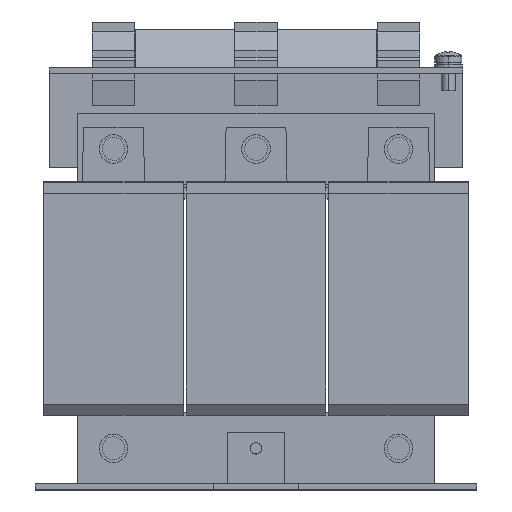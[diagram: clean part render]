
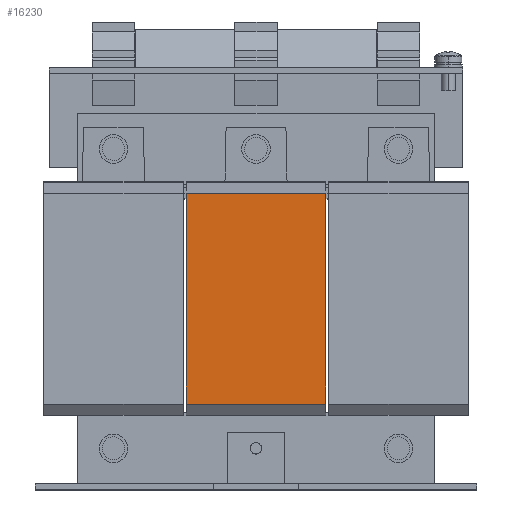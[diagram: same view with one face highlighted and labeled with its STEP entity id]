
A CAD part, top view. The second image highlights one B-rep face of the part: STEP entity #16230.
In plain terms, the highlighted planar face has unit normal (0, 0, 1).
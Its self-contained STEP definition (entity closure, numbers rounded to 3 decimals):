
#222 = LINE ( 'NONE', #6517, #7893 ) ;
#720 = EDGE_CURVE ( 'NONE', #14403, #16612, #15545, .T. ) ;
#1278 = CARTESIAN_POINT ( 'NONE',  ( -24.5, -37., 29. ) ) ;
#1286 = CARTESIAN_POINT ( 'NONE',  ( 24.5, -37., 29. ) ) ;
#1394 = EDGE_CURVE ( 'NONE', #18521, #14810, #222, .T. ) ;
#1664 = DIRECTION ( 'NONE',  ( -1., 0., 0. ) ) ;
#2181 = CARTESIAN_POINT ( 'NONE',  ( 24.5, -37., 29. ) ) ;
#2435 = DIRECTION ( 'NONE',  ( 0., -1., 0. ) ) ;
#3991 = DIRECTION ( 'NONE',  ( 0., 0., -1. ) ) ;
#5828 = DIRECTION ( 'NONE',  ( -1., 0., 0. ) ) ;
#5869 = VECTOR ( 'NONE', #16771, 1000. ) ;
#5932 = VECTOR ( 'NONE', #2435, 1000. ) ;
#6517 = CARTESIAN_POINT ( 'NONE',  ( 24.5, -37., 29. ) ) ;
#7591 = VECTOR ( 'NONE', #1664, 1000. ) ;
#7893 = VECTOR ( 'NONE', #13801, 1000. ) ;
#9559 = FACE_OUTER_BOUND ( 'NONE', #9820, .T. ) ;
#9701 = CARTESIAN_POINT ( 'NONE',  ( 24.5, -37., 29. ) ) ;
#9820 = EDGE_LOOP ( 'NONE', ( #14428, #19540, #12694, #9993 ) ) ;
#9993 = ORIENTED_EDGE ( 'NONE', *, *, #22095, .T. ) ;
#12399 = LINE ( 'NONE', #19750, #7591 ) ;
#12694 = ORIENTED_EDGE ( 'NONE', *, *, #1394, .F. ) ;
#13801 = DIRECTION ( 'NONE',  ( 0., -1., 0. ) ) ;
#14403 = VERTEX_POINT ( 'NONE', #17182 ) ;
#14428 = ORIENTED_EDGE ( 'NONE', *, *, #720, .T. ) ;
#14682 = PLANE ( 'NONE',  #23139 ) ;
#14810 = VERTEX_POINT ( 'NONE', #1286 ) ;
#15545 = LINE ( 'NONE', #20582, #5932 ) ;
#16085 = CARTESIAN_POINT ( 'NONE',  ( 24.5, 37., 29. ) ) ;
#16230 = ADVANCED_FACE ( 'NONE', ( #9559 ), #14682, .F. ) ;
#16281 = EDGE_CURVE ( 'NONE', #14810, #16612, #21412, .T. ) ;
#16612 = VERTEX_POINT ( 'NONE', #1278 ) ;
#16771 = DIRECTION ( 'NONE',  ( -1., 0., 0. ) ) ;
#17182 = CARTESIAN_POINT ( 'NONE',  ( -24.5, 37., 29. ) ) ;
#18521 = VERTEX_POINT ( 'NONE', #16085 ) ;
#19540 = ORIENTED_EDGE ( 'NONE', *, *, #16281, .F. ) ;
#19750 = CARTESIAN_POINT ( 'NONE',  ( 24.5, 37., 29. ) ) ;
#20582 = CARTESIAN_POINT ( 'NONE',  ( -24.5, -37., 29. ) ) ;
#21412 = LINE ( 'NONE', #9701, #5869 ) ;
#22095 = EDGE_CURVE ( 'NONE', #18521, #14403, #12399, .T. ) ;
#23139 = AXIS2_PLACEMENT_3D ( 'NONE', #2181, #3991, #5828 ) ;
